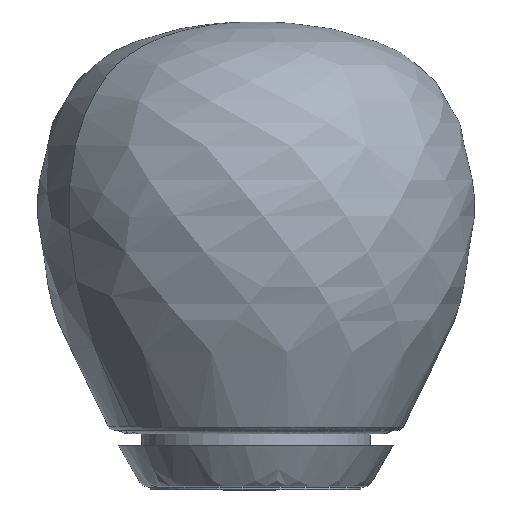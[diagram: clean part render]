
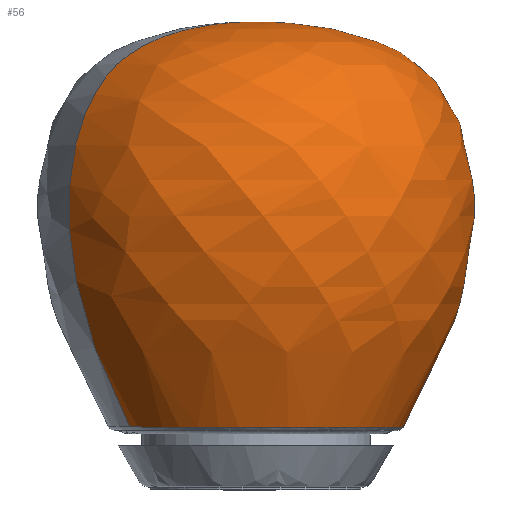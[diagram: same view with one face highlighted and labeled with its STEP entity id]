
A CAD part, front view. The second image highlights one B-rep face of the part: STEP entity #56.
In plain terms, the highlighted free-form (B-spline) face has degree [2, 3] with [5, 6] control points.
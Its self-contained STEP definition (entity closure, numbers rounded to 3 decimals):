
#56=ADVANCED_FACE($,(#97),#484,.T.);
#97=FACE_OUTER_BOUND($,#140,.T.);
#140=EDGE_LOOP($,(#289,#290,#291,#292));
#289=ORIENTED_EDGE($,*,*,#374,.F.);
#290=ORIENTED_EDGE($,*,*,#375,.F.);
#291=ORIENTED_EDGE($,*,*,#394,.F.);
#292=ORIENTED_EDGE($,*,*,#373,.F.);
#373=EDGE_CURVE($,#432,#433,#549,.T.);
#374=EDGE_CURVE($,#434,#432,#550,.T.);
#375=EDGE_CURVE($,#435,#434,#551,.T.);
#394=EDGE_CURVE($,#433,#435,#570,.T.);
#432=VERTEX_POINT($,#2089);
#433=VERTEX_POINT($,#2090);
#434=VERTEX_POINT($,#2091);
#435=VERTEX_POINT($,#2092);
#484=(
BOUNDED_SURFACE()
B_SPLINE_SURFACE(2,3,((#1925,#1926,#1927,#1928,#1929,#1930),(#1931,#1932,
#1933,#1934,#1935,#1936),(#1937,#1938,#1939,#1940,#1941,#1942),(#1943,#1944,
#1945,#1946,#1947,#1948),(#1949,#1950,#1951,#1952,#1953,#1954)),.UNSPECIFIED.,
.F.,.F.,.F.)
B_SPLINE_SURFACE_WITH_KNOTS((3,2,3),(4,1,1,4),(565.387,848.08,
1130.773),(0.,155.616,311.232,463.356),
.UNSPECIFIED.)
GEOMETRIC_REPRESENTATION_ITEM()
RATIONAL_B_SPLINE_SURFACE(((1.,1.,1.,1.,1.,1.),(0.707,0.707,
0.707,0.707,0.707,0.707),
(1.,1.,1.,1.,1.,1.),(0.707,0.707,0.707,
0.707,0.707,0.707),(1.,1.,1.,1.,1.,1.)))
REPRESENTATION_ITEM($)
SURFACE()
);
#549=(
BOUNDED_CURVE()
B_SPLINE_CURVE(3,(#1643,#1644,#1645,#1646,#1647,#1648),.UNSPECIFIED.,.F.,
.F.)
B_SPLINE_CURVE_WITH_KNOTS((4,1,1,4),(0.,155.616,311.232,
463.356),.UNSPECIFIED.)
CURVE()
GEOMETRIC_REPRESENTATION_ITEM()
RATIONAL_B_SPLINE_CURVE((1.,1.,1.,1.,1.,1.))
REPRESENTATION_ITEM($)
);
#550=(
BOUNDED_CURVE()
B_SPLINE_CURVE(3,(#1649,#1650,#1651,#1652,#1653,#1654),.UNSPECIFIED.,.F.,
.F.)
B_SPLINE_CURVE_WITH_KNOTS((4,1,1,4),(-463.356,-311.232,
-155.616,0.),.UNSPECIFIED.)
CURVE()
GEOMETRIC_REPRESENTATION_ITEM()
RATIONAL_B_SPLINE_CURVE((1.,1.,1.,1.,1.,1.))
REPRESENTATION_ITEM($)
);
#551=(
BOUNDED_CURVE()
B_SPLINE_CURVE(2,(#1655,#1656,#1657),.UNSPECIFIED.,.F.,.F.)
B_SPLINE_CURVE_WITH_KNOTS((3,3),(-762.275,-571.706),.UNSPECIFIED.)
CURVE()
GEOMETRIC_REPRESENTATION_ITEM()
RATIONAL_B_SPLINE_CURVE((1.,0.707,1.))
REPRESENTATION_ITEM($)
);
#570=(
BOUNDED_CURVE()
B_SPLINE_CURVE(2,(#1756,#1757,#1758),.UNSPECIFIED.,.F.,.F.)
B_SPLINE_CURVE_WITH_KNOTS((3,3),(-190.569,0.),.UNSPECIFIED.)
CURVE()
GEOMETRIC_REPRESENTATION_ITEM()
RATIONAL_B_SPLINE_CURVE((1.,0.707,1.))
REPRESENTATION_ITEM($)
);
#1643=CARTESIAN_POINT($,(0.327,-0.444,384.877));
#1644=CARTESIAN_POINT($,(24.728,14.336,384.871));
#1645=CARTESIAN_POINT($,(138.12,83.03,378.821));
#1646=CARTESIAN_POINT($,(169.604,102.436,194.927));
#1647=CARTESIAN_POINT($,(120.249,72.746,82.318));
#1648=CARTESIAN_POINT($,(103.757,62.813,51.778));
#1649=CARTESIAN_POINT($,(-103.779,-62.895,51.837));
#1650=CARTESIAN_POINT($,(-120.209,-72.902,82.386));
#1651=CARTESIAN_POINT($,(-169.335,-102.864,195.023));
#1652=CARTESIAN_POINT($,(-137.477,-83.903,378.899));
#1653=CARTESIAN_POINT($,(-24.073,-15.224,384.884));
#1654=CARTESIAN_POINT($,(0.327,-0.444,384.877));
#1655=CARTESIAN_POINT($,(62.843,-103.809,51.618));
#1656=CARTESIAN_POINT($,(-40.926,-166.663,51.647));
#1657=CARTESIAN_POINT($,(-103.779,-62.895,51.837));
#1756=CARTESIAN_POINT($,(103.757,62.813,51.778));
#1757=CARTESIAN_POINT($,(166.611,-40.956,51.588));
#1758=CARTESIAN_POINT($,(62.843,-103.809,51.618));
#1925=CARTESIAN_POINT($,(0.327,-0.444,384.877));
#1926=CARTESIAN_POINT($,(24.728,14.336,384.871));
#1927=CARTESIAN_POINT($,(138.12,83.03,378.821));
#1928=CARTESIAN_POINT($,(169.604,102.436,194.927));
#1929=CARTESIAN_POINT($,(120.249,72.746,82.318));
#1930=CARTESIAN_POINT($,(103.757,62.813,51.778));
#1931=CARTESIAN_POINT($,(0.327,-0.444,384.877));
#1932=CARTESIAN_POINT($,(39.508,-10.065,384.826));
#1933=CARTESIAN_POINT($,(221.586,-54.769,378.57));
#1934=CARTESIAN_POINT($,(272.254,-67.034,194.618));
#1935=CARTESIAN_POINT($,(193.073,-47.483,82.099));
#1936=CARTESIAN_POINT($,(166.611,-40.956,51.588));
#1937=CARTESIAN_POINT($,(0.327,-0.444,384.877));
#1938=CARTESIAN_POINT($,(15.107,-24.845,384.833));
#1939=CARTESIAN_POINT($,(83.787,-138.235,378.609));
#1940=CARTESIAN_POINT($,(102.784,-169.684,194.666));
#1941=CARTESIAN_POINT($,(72.844,-120.307,82.133));
#1942=CARTESIAN_POINT($,(62.843,-103.809,51.618));
#1943=CARTESIAN_POINT($,(0.327,-0.444,384.877));
#1944=CARTESIAN_POINT($,(-9.294,-39.624,384.84));
#1945=CARTESIAN_POINT($,(-54.011,-221.702,378.648));
#1946=CARTESIAN_POINT($,(-66.685,-272.334,194.714));
#1947=CARTESIAN_POINT($,(-47.385,-193.131,82.167));
#1948=CARTESIAN_POINT($,(-40.926,-166.663,51.647));
#1949=CARTESIAN_POINT($,(0.327,-0.444,384.877));
#1950=CARTESIAN_POINT($,(-24.073,-15.224,384.884));
#1951=CARTESIAN_POINT($,(-137.477,-83.903,378.899));
#1952=CARTESIAN_POINT($,(-169.335,-102.864,195.023));
#1953=CARTESIAN_POINT($,(-120.209,-72.902,82.386));
#1954=CARTESIAN_POINT($,(-103.779,-62.895,51.837));
#2089=CARTESIAN_POINT($,(0.327,-0.444,384.877));
#2090=CARTESIAN_POINT($,(103.757,62.813,51.778));
#2091=CARTESIAN_POINT($,(-103.779,-62.895,51.837));
#2092=CARTESIAN_POINT($,(62.843,-103.809,51.618));
